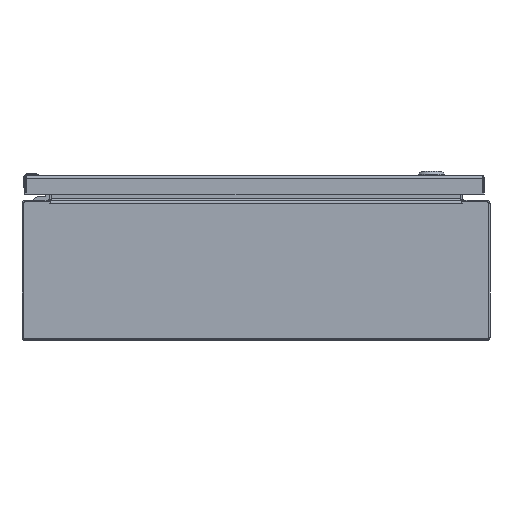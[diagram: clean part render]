
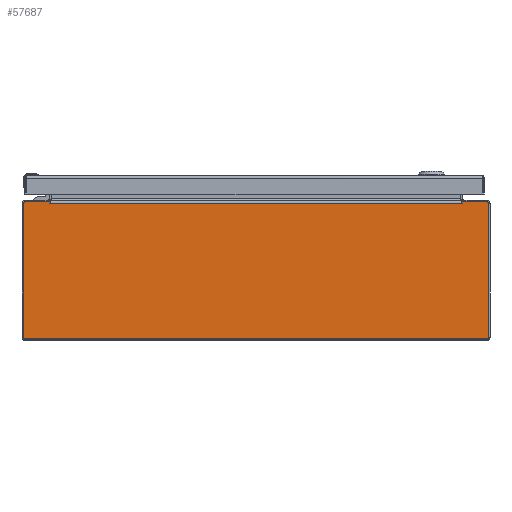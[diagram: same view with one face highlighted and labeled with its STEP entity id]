
A CAD part, front view. The second image highlights one B-rep face of the part: STEP entity #57687.
In plain terms, the highlighted planar face has unit normal (0, -1, 0).
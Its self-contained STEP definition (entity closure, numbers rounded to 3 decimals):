
#564 = CARTESIAN_POINT ( 'NONE',  ( 0., -10., 2.855 ) ) ;
#1502 = CARTESIAN_POINT ( 'NONE',  ( 9.857, -10., 2.937 ) ) ;
#1522 = VERTEX_POINT ( 'NONE', #67741 ) ;
#4530 = CARTESIAN_POINT ( 'NONE',  ( -9.937, -10., 2.857 ) ) ;
#4560 = LINE ( 'NONE', #59719, #80642 ) ;
#5574 = DIRECTION ( 'NONE',  ( 0., 0., -1. ) ) ;
#5738 = VERTEX_POINT ( 'NONE', #8664 ) ;
#6421 = CARTESIAN_POINT ( 'NONE',  ( 8.828, -10., 2.937 ) ) ;
#6537 = CARTESIAN_POINT ( 'NONE',  ( -9.857, -10., -2.857 ) ) ;
#7976 = FACE_OUTER_BOUND ( 'NONE', #50704, .T. ) ;
#8664 = CARTESIAN_POINT ( 'NONE',  ( -8.828, -10., 2.937 ) ) ;
#10033 = LINE ( 'NONE', #83157, #20198 ) ;
#11559 = CIRCLE ( 'NONE', #18376, 0.08 ) ;
#11720 = ORIENTED_EDGE ( 'NONE', *, *, #39279, .F. ) ;
#12290 = ORIENTED_EDGE ( 'NONE', *, *, #98815, .T. ) ;
#12303 = DIRECTION ( 'NONE',  ( 0., 1., 0. ) ) ;
#13527 = AXIS2_PLACEMENT_3D ( 'NONE', #6537, #88129, #72229 ) ;
#14368 = PLANE ( 'NONE',  #75846 ) ;
#15429 = LINE ( 'NONE', #24440, #80966 ) ;
#16013 = VECTOR ( 'NONE', #103295, 39.37 ) ;
#17332 = EDGE_CURVE ( 'NONE', #49582, #33637, #102227, .T. ) ;
#18376 = AXIS2_PLACEMENT_3D ( 'NONE', #23441, #66213, #26959 ) ;
#20198 = VECTOR ( 'NONE', #35470, 39.37 ) ;
#20446 = EDGE_CURVE ( 'NONE', #35082, #63809, #95136, .T. ) ;
#21281 = DIRECTION ( 'NONE',  ( -0.174, 0., -0.985 ) ) ;
#23441 = CARTESIAN_POINT ( 'NONE',  ( 9.857, -10., -2.857 ) ) ;
#23700 = EDGE_CURVE ( 'NONE', #98044, #57259, #60325, .T. ) ;
#24440 = CARTESIAN_POINT ( 'NONE',  ( 0., -10., -2.937 ) ) ;
#25080 = ORIENTED_EDGE ( 'NONE', *, *, #80821, .T. ) ;
#25396 = VERTEX_POINT ( 'NONE', #1502 ) ;
#26815 = ORIENTED_EDGE ( 'NONE', *, *, #17332, .T. ) ;
#26959 = DIRECTION ( 'NONE',  ( 0., 0., -1. ) ) ;
#30342 = VECTOR ( 'NONE', #74129, 39.37 ) ;
#30544 = ORIENTED_EDGE ( 'NONE', *, *, #93461, .F. ) ;
#31909 = AXIS2_PLACEMENT_3D ( 'NONE', #101876, #12303, #44665 ) ;
#33617 = ORIENTED_EDGE ( 'NONE', *, *, #23700, .F. ) ;
#33637 = VERTEX_POINT ( 'NONE', #73591 ) ;
#35082 = VERTEX_POINT ( 'NONE', #42163 ) ;
#35470 = DIRECTION ( 'NONE',  ( -0.174, 0., 0.985 ) ) ;
#36491 = EDGE_CURVE ( 'NONE', #63809, #75199, #79260, .T. ) ;
#37210 = CIRCLE ( 'NONE', #13527, 0.08 ) ;
#37399 = CARTESIAN_POINT ( 'NONE',  ( 0., -10., 2.937 ) ) ;
#38238 = LINE ( 'NONE', #6421, #97860 ) ;
#38853 = ORIENTED_EDGE ( 'NONE', *, *, #36491, .F. ) ;
#39279 = EDGE_CURVE ( 'NONE', #1522, #35082, #37210, .T. ) ;
#40837 = ORIENTED_EDGE ( 'NONE', *, *, #58672, .F. ) ;
#41832 = CARTESIAN_POINT ( 'NONE',  ( 9.937, -10., 0. ) ) ;
#42163 = CARTESIAN_POINT ( 'NONE',  ( -9.937, -10., -2.857 ) ) ;
#42924 = EDGE_CURVE ( 'NONE', #25396, #98044, #95930, .T. ) ;
#44665 = DIRECTION ( 'NONE',  ( 0., 0., -1. ) ) ;
#46726 = CARTESIAN_POINT ( 'NONE',  ( 0., -10., 0. ) ) ;
#48007 = ORIENTED_EDGE ( 'NONE', *, *, #42924, .F. ) ;
#49582 = VERTEX_POINT ( 'NONE', #60558 ) ;
#50157 = EDGE_CURVE ( 'NONE', #59080, #25396, #94061, .T. ) ;
#50230 = ORIENTED_EDGE ( 'NONE', *, *, #20446, .F. ) ;
#50704 = EDGE_LOOP ( 'NONE', ( #30544, #38853, #50230, #11720, #40837, #103484, #33617, #48007, #55479, #61132, #25080, #26815, #75321, #12290 ) ) ;
#50998 = CARTESIAN_POINT ( 'NONE',  ( -9.857, -10., 2.937 ) ) ;
#51756 = DIRECTION ( 'NONE',  ( 1., 0., 0. ) ) ;
#55479 = ORIENTED_EDGE ( 'NONE', *, *, #50157, .F. ) ;
#55909 = DIRECTION ( 'NONE',  ( 0., 1., 0. ) ) ;
#56184 = VERTEX_POINT ( 'NONE', #71356 ) ;
#56773 = DIRECTION ( 'NONE',  ( -1., 0., 0. ) ) ;
#57259 = VERTEX_POINT ( 'NONE', #63259 ) ;
#57687 = ADVANCED_FACE ( 'NONE', ( #7976 ), #14368, .T. ) ;
#58672 = EDGE_CURVE ( 'NONE', #82907, #1522, #15429, .T. ) ;
#59080 = VERTEX_POINT ( 'NONE', #102666 ) ;
#59719 = CARTESIAN_POINT ( 'NONE',  ( 0., -10., 2.937 ) ) ;
#60186 = DIRECTION ( 'NONE',  ( 1., 0., 0. ) ) ;
#60325 = LINE ( 'NONE', #41832, #30342 ) ;
#60558 = CARTESIAN_POINT ( 'NONE',  ( 8.798, -10., 2.855 ) ) ;
#61132 = ORIENTED_EDGE ( 'NONE', *, *, #77042, .T. ) ;
#62180 = VECTOR ( 'NONE', #62305, 39.37 ) ;
#62305 = DIRECTION ( 'NONE',  ( 0., 0., 1. ) ) ;
#63259 = CARTESIAN_POINT ( 'NONE',  ( 9.937, -10., -2.857 ) ) ;
#63774 = LINE ( 'NONE', #64813, #71054 ) ;
#63809 = VERTEX_POINT ( 'NONE', #4530 ) ;
#64185 = DIRECTION ( 'NONE',  ( 0., 0., -1. ) ) ;
#64813 = CARTESIAN_POINT ( 'NONE',  ( 8.806, -10., 2.855 ) ) ;
#66213 = DIRECTION ( 'NONE',  ( 0., 1., 0. ) ) ;
#67741 = CARTESIAN_POINT ( 'NONE',  ( -9.857, -10., -2.937 ) ) ;
#67985 = CARTESIAN_POINT ( 'NONE',  ( -8.814, -10., 2.855 ) ) ;
#70242 = CARTESIAN_POINT ( 'NONE',  ( -9.937, -10., 0. ) ) ;
#71054 = VECTOR ( 'NONE', #79663, 39.37 ) ;
#71356 = CARTESIAN_POINT ( 'NONE',  ( 8.814, -10., 2.855 ) ) ;
#72229 = DIRECTION ( 'NONE',  ( 0., 0., -1. ) ) ;
#73591 = CARTESIAN_POINT ( 'NONE',  ( -8.798, -10., 2.855 ) ) ;
#73885 = AXIS2_PLACEMENT_3D ( 'NONE', #78179, #55909, #5574 ) ;
#74129 = DIRECTION ( 'NONE',  ( 0., 0., -1. ) ) ;
#75199 = VERTEX_POINT ( 'NONE', #50998 ) ;
#75321 = ORIENTED_EDGE ( 'NONE', *, *, #77177, .T. ) ;
#75846 = AXIS2_PLACEMENT_3D ( 'NONE', #46726, #95449, #64185 ) ;
#77042 = EDGE_CURVE ( 'NONE', #59080, #56184, #38238, .T. ) ;
#77177 = EDGE_CURVE ( 'NONE', #33637, #95028, #96514, .T. ) ;
#78179 = CARTESIAN_POINT ( 'NONE',  ( 9.857, -10., 2.857 ) ) ;
#78854 = CARTESIAN_POINT ( 'NONE',  ( 9.857, -10., -2.937 ) ) ;
#79245 = VECTOR ( 'NONE', #104458, 39.37 ) ;
#79260 = CIRCLE ( 'NONE', #31909, 0.08 ) ;
#79663 = DIRECTION ( 'NONE',  ( -1., 0., 0. ) ) ;
#80642 = VECTOR ( 'NONE', #51756, 39.37 ) ;
#80821 = EDGE_CURVE ( 'NONE', #56184, #49582, #63774, .T. ) ;
#80966 = VECTOR ( 'NONE', #56773, 39.37 ) ;
#82907 = VERTEX_POINT ( 'NONE', #78854 ) ;
#83157 = CARTESIAN_POINT ( 'NONE',  ( -8.814, -10., 2.855 ) ) ;
#87894 = CARTESIAN_POINT ( 'NONE',  ( 0., -10., 2.855 ) ) ;
#88129 = DIRECTION ( 'NONE',  ( 0., 1., 0. ) ) ;
#92431 = VECTOR ( 'NONE', #60186, 39.37 ) ;
#93461 = EDGE_CURVE ( 'NONE', #75199, #5738, #4560, .T. ) ;
#94061 = LINE ( 'NONE', #37399, #92431 ) ;
#95028 = VERTEX_POINT ( 'NONE', #67985 ) ;
#95136 = LINE ( 'NONE', #70242, #62180 ) ;
#95449 = DIRECTION ( 'NONE',  ( 0., -1., 0. ) ) ;
#95930 = CIRCLE ( 'NONE', #73885, 0.08 ) ;
#96514 = LINE ( 'NONE', #564, #79245 ) ;
#97259 = EDGE_CURVE ( 'NONE', #57259, #82907, #11559, .T. ) ;
#97860 = VECTOR ( 'NONE', #21281, 39.37 ) ;
#98044 = VERTEX_POINT ( 'NONE', #98792 ) ;
#98792 = CARTESIAN_POINT ( 'NONE',  ( 9.937, -10., 2.857 ) ) ;
#98815 = EDGE_CURVE ( 'NONE', #95028, #5738, #10033, .T. ) ;
#101876 = CARTESIAN_POINT ( 'NONE',  ( -9.857, -10., 2.857 ) ) ;
#102227 = LINE ( 'NONE', #87894, #16013 ) ;
#102666 = CARTESIAN_POINT ( 'NONE',  ( 8.828, -10., 2.937 ) ) ;
#103295 = DIRECTION ( 'NONE',  ( -1., 0., 0. ) ) ;
#103484 = ORIENTED_EDGE ( 'NONE', *, *, #97259, .F. ) ;
#104458 = DIRECTION ( 'NONE',  ( -1., 0., 0. ) ) ;
